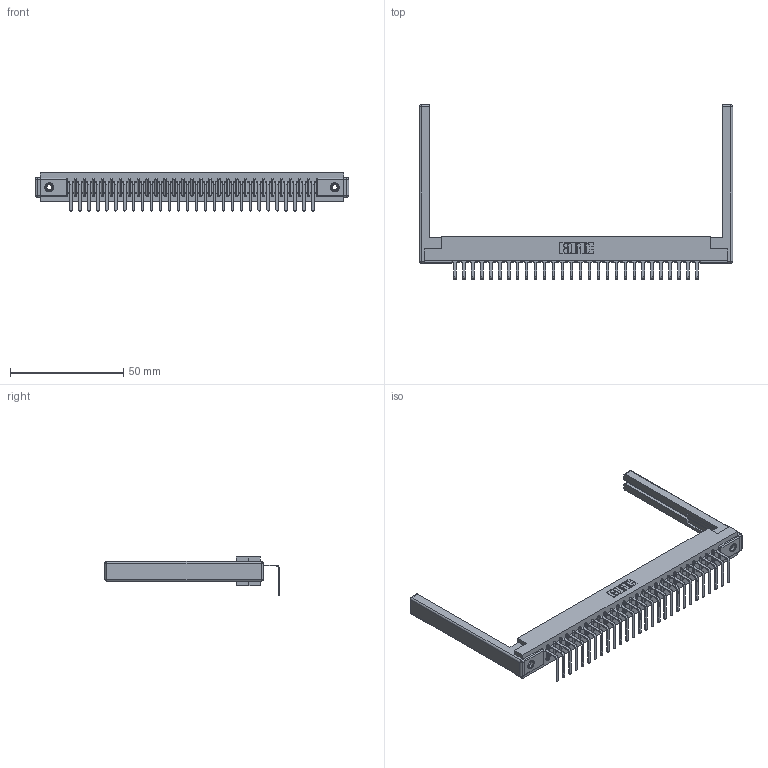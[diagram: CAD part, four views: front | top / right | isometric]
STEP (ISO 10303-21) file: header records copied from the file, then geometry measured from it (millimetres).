
FILE_DESCRIPTION (( 'STEP AP203' ), '1' );
FILE_NAME ('307-028-558-168.STEP', '2019-09-05T13:39:12', ( '' ), ( '' ), 'SwSTEP 2.0', 'SolidWorks 2016', '' );
FILE_SCHEMA (( 'CONFIG_CONTROL_DESIGN' ));
Length unit declared in the file: inch
Products named in the file (5): 307-290-001_558 - 2 (Single); 307-028-558-168; 307 Part_.156 Dia Mounting Holes; 345-250-001_345-250-001-102; 307-220-068
Assembly tree (33 placements, depth 2):
  307-028-558-168
    307 Part_.156 Dia Mounting Holes
    307-290-001_558 - 2 (Single)  x28
    307-220-068  x2
    345-250-001_345-250-001-102  x2
Bounding box: 138.38 x 76.92 x 16.8 mm (x, y, z)
Volume: 18804.3 mm3; surface area: 19993.7 mm2
Topology: 33 solids, 33 shells, 1981 faces, 5585 edges, 3586 vertices
Faces by surface type: plane 1250, cylinder 649, sphere 66, cone 12, torus 4
Entity records: 28593 total; most frequent: CARTESIAN_POINT 4777, ORIENTED_EDGE 4752, DIRECTION 4672, EDGE_CURVE 2376, VECTOR 1814, LINE 1814, VERTEX_POINT 1534, AXIS2_PLACEMENT_3D 1429
